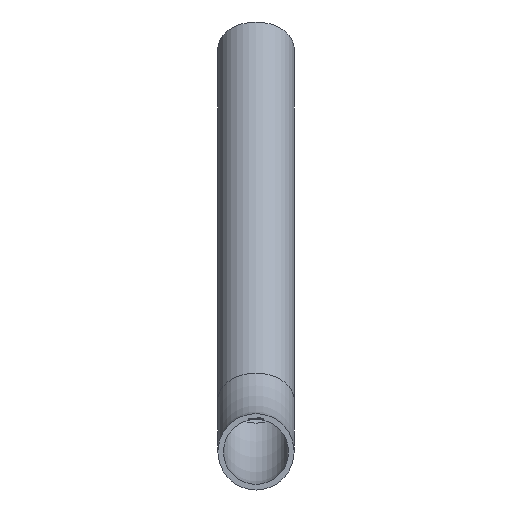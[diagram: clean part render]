
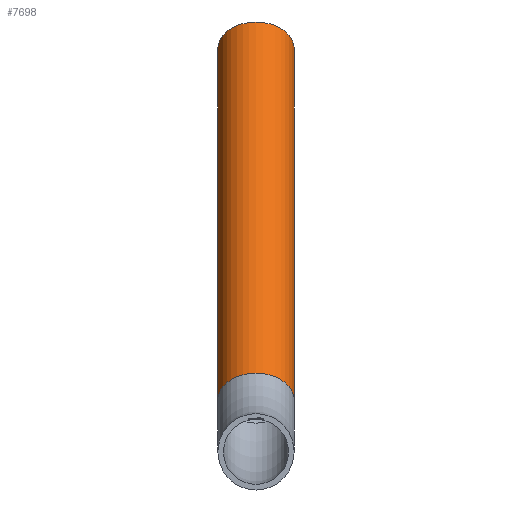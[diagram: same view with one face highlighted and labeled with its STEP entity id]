
A CAD part, front view. The second image highlights one B-rep face of the part: STEP entity #7698.
In plain terms, the highlighted cylindrical face has radius 16.85 mm (diameter 33.7 mm), a full revolution.
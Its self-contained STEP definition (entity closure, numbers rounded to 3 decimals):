
#1536 = ORIENTED_EDGE ( 'NONE', *, *, #1576, .F. ) ;
#1576 = EDGE_CURVE ( 'NONE', #8522, #8522, #6297, .T. ) ;
#2425 = FACE_OUTER_BOUND ( 'NONE', #4200, .T. ) ;
#2445 = AXIS2_PLACEMENT_3D ( 'NONE', #3913, #4953, #3029 ) ;
#3029 = DIRECTION ( 'NONE',  ( 0., -0.707, 0.707 ) ) ;
#3178 = ORIENTED_EDGE ( 'NONE', *, *, #8145, .T. ) ;
#3294 = CIRCLE ( 'NONE', #4525, 16.85 ) ;
#3309 = DIRECTION ( 'NONE',  ( 0., -0.707, 0.707 ) ) ;
#3427 = DIRECTION ( 'NONE',  ( 0., 0.707, 0.707 ) ) ;
#3604 = FACE_OUTER_BOUND ( 'NONE', #4702, .T. ) ;
#3913 = CARTESIAN_POINT ( 'NONE',  ( 0., 429.641, 177.963 ) ) ;
#4200 = EDGE_LOOP ( 'NONE', ( #3178 ) ) ;
#4525 = AXIS2_PLACEMENT_3D ( 'NONE', #8229, #4557, #8358 ) ;
#4557 = DIRECTION ( 'NONE',  ( 0., 0.707, 0.707 ) ) ;
#4702 = EDGE_LOOP ( 'NONE', ( #1536 ) ) ;
#4953 = DIRECTION ( 'NONE',  ( 0., 0.707, 0.707 ) ) ;
#4955 = CARTESIAN_POINT ( 'NONE',  ( 0., 262.609, 34.76 ) ) ;
#5837 = CARTESIAN_POINT ( 'NONE',  ( 0., 417.727, 189.878 ) ) ;
#5874 = VERTEX_POINT ( 'NONE', #4955 ) ;
#6297 = CIRCLE ( 'NONE', #2445, 16.85 ) ;
#7698 = ADVANCED_FACE ( 'NONE', ( #2425, #3604 ), #10831, .T. ) ;
#8145 = EDGE_CURVE ( 'NONE', #5874, #5874, #3294, .T. ) ;
#8229 = CARTESIAN_POINT ( 'NONE',  ( 0., 274.524, 22.846 ) ) ;
#8324 = AXIS2_PLACEMENT_3D ( 'NONE', #9080, #3427, #3309 ) ;
#8358 = DIRECTION ( 'NONE',  ( 0., -0.707, 0.707 ) ) ;
#8522 = VERTEX_POINT ( 'NONE', #5837 ) ;
#9080 = CARTESIAN_POINT ( 'NONE',  ( 0., 274.524, 22.846 ) ) ;
#10831 = CYLINDRICAL_SURFACE ( 'NONE', #8324, 16.85 ) ;
